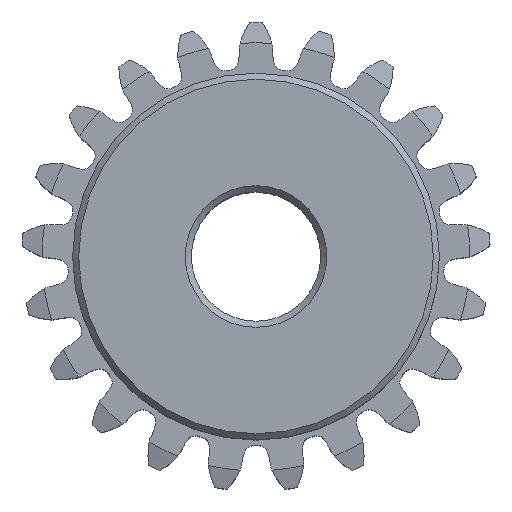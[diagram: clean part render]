
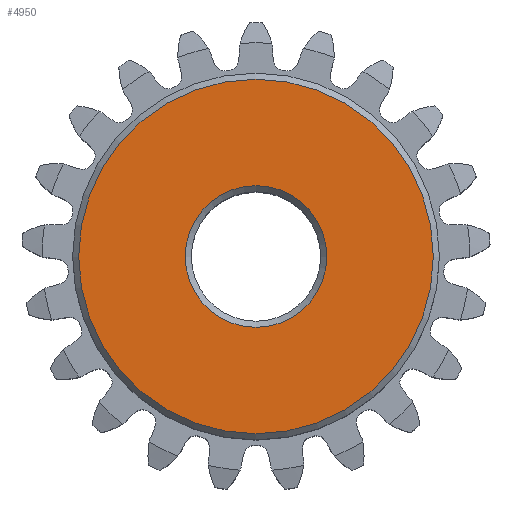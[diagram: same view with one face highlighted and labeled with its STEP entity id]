
A CAD part, top view. The second image highlights one B-rep face of the part: STEP entity #4950.
In plain terms, the highlighted planar face has unit normal (0, 0, 1).
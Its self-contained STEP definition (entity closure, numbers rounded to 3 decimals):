
#1284=ORIENTED_EDGE('',*,*,#2874,.F.);
#1285=ORIENTED_EDGE('',*,*,#2875,.T.);
#2874=EDGE_CURVE('',#3659,#3659,#4110,.T.);
#2875=EDGE_CURVE('',#3660,#3660,#4111,.T.);
#3659=VERTEX_POINT('',#8346);
#3660=VERTEX_POINT('',#8348);
#4110=CIRCLE('',#5457,8.7);
#4111=CIRCLE('',#5458,3.475);
#4328=EDGE_LOOP('',(#1284));
#4329=EDGE_LOOP('',(#1285));
#4638=FACE_BOUND('',#4328,.T.);
#4639=FACE_BOUND('',#4329,.T.);
#4927=PLANE('',#5456);
#4950=ADVANCED_FACE('',(#4638,#4639),#4927,.F.);
#5456=AXIS2_PLACEMENT_3D('',#8344,#6356,#6357);
#5457=AXIS2_PLACEMENT_3D('',#8345,#6358,#6359);
#5458=AXIS2_PLACEMENT_3D('',#8347,#6360,#6361);
#6356=DIRECTION('',(0.,0.,-1.));
#6357=DIRECTION('',(-1.,0.,0.));
#6358=DIRECTION('',(0.,0.,-1.));
#6359=DIRECTION('',(-1.,0.,0.));
#6360=DIRECTION('',(0.,0.,-1.));
#6361=DIRECTION('',(-1.,0.,0.));
#8344=CARTESIAN_POINT('',(0.,0.,16.));
#8345=CARTESIAN_POINT('',(0.,0.,16.));
#8346=CARTESIAN_POINT('',(-8.7,0.,16.));
#8347=CARTESIAN_POINT('',(0.,0.,16.));
#8348=CARTESIAN_POINT('',(-3.475,0.,16.));
